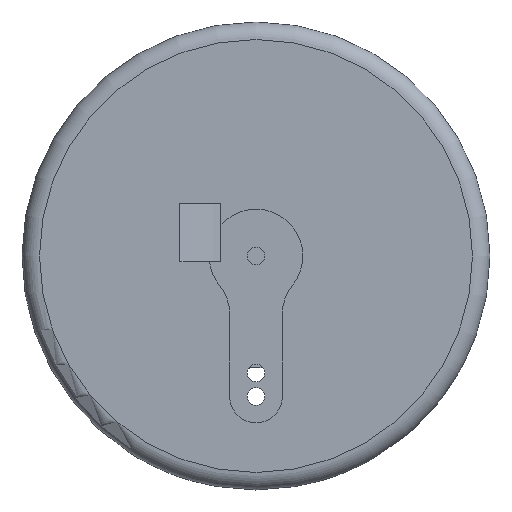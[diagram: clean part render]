
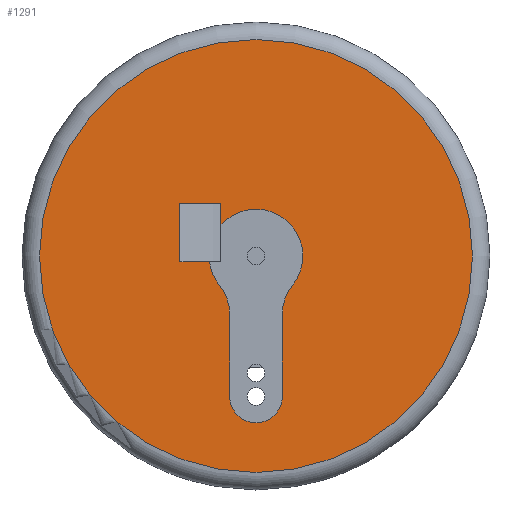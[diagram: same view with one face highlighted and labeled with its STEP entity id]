
A CAD part, left-side view. The second image highlights one B-rep face of the part: STEP entity #1291.
In plain terms, the highlighted planar face has unit normal (-1, 0, 0).
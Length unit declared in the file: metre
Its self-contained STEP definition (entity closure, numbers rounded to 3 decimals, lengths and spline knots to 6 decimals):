
#65=PLANE('',#1399);
#132=LINE('',#2142,#225);
#133=LINE('',#2145,#226);
#134=LINE('',#2147,#227);
#135=LINE('',#2149,#228);
#136=LINE('',#2152,#229);
#137=LINE('',#2156,#230);
#225=VECTOR('',#1616,1.);
#226=VECTOR('',#1617,1.);
#227=VECTOR('',#1618,1.);
#228=VECTOR('',#1619,1.);
#229=VECTOR('',#1622,1.);
#230=VECTOR('',#1625,1.);
#352=ORIENTED_EDGE('',*,*,#723,.T.);
#353=ORIENTED_EDGE('',*,*,#724,.T.);
#354=ORIENTED_EDGE('',*,*,#725,.T.);
#355=ORIENTED_EDGE('',*,*,#726,.F.);
#356=ORIENTED_EDGE('',*,*,#656,.F.);
#357=ORIENTED_EDGE('',*,*,#727,.F.);
#358=ORIENTED_EDGE('',*,*,#728,.F.);
#359=ORIENTED_EDGE('',*,*,#729,.F.);
#360=ORIENTED_EDGE('',*,*,#730,.T.);
#361=ORIENTED_EDGE('',*,*,#731,.T.);
#362=ORIENTED_EDGE('',*,*,#732,.F.);
#363=ORIENTED_EDGE('',*,*,#733,.F.);
#656=EDGE_CURVE('',#845,#846,#967,.T.);
#723=EDGE_CURVE('',#905,#906,#132,.T.);
#724=EDGE_CURVE('',#906,#907,#133,.T.);
#725=EDGE_CURVE('',#907,#908,#134,.T.);
#726=EDGE_CURVE('',#846,#908,#135,.T.);
#727=EDGE_CURVE('',#909,#845,#980,.T.);
#728=EDGE_CURVE('',#910,#909,#136,.T.);
#729=EDGE_CURVE('',#911,#910,#981,.T.);
#730=EDGE_CURVE('',#911,#912,#137,.T.);
#731=EDGE_CURVE('',#912,#913,#982,.T.);
#732=EDGE_CURVE('',#905,#913,#983,.T.);
#733=EDGE_CURVE('',#914,#914,#984,.T.);
#845=VERTEX_POINT('',#1901);
#846=VERTEX_POINT('',#1903);
#905=VERTEX_POINT('',#2143);
#906=VERTEX_POINT('',#2144);
#907=VERTEX_POINT('',#2146);
#908=VERTEX_POINT('',#2148);
#909=VERTEX_POINT('',#2151);
#910=VERTEX_POINT('',#2153);
#911=VERTEX_POINT('',#2155);
#912=VERTEX_POINT('',#2157);
#913=VERTEX_POINT('',#2159);
#914=VERTEX_POINT('',#2162);
#967=CIRCLE('',#1373,0.008);
#980=CIRCLE('',#1400,0.008);
#981=CIRCLE('',#1401,0.0045);
#982=CIRCLE('',#1402,0.008);
#983=CIRCLE('',#1403,0.008);
#984=CIRCLE('',#1404,0.037);
#1053=EDGE_LOOP('',(#352,#353,#354,#355,#356,#357,#358,#359,#360,#361,#362));
#1054=EDGE_LOOP('',(#363));
#1159=FACE_BOUND('',#1053,.T.);
#1160=FACE_BOUND('',#1054,.T.);
#1291=ADVANCED_FACE('',(#1159,#1160),#65,.T.);
#1373=AXIS2_PLACEMENT_3D('',#1902,#1521,#1522);
#1399=AXIS2_PLACEMENT_3D('',#2141,#1614,#1615);
#1400=AXIS2_PLACEMENT_3D('',#2150,#1620,#1621);
#1401=AXIS2_PLACEMENT_3D('',#2154,#1623,#1624);
#1402=AXIS2_PLACEMENT_3D('',#2158,#1626,#1627);
#1403=AXIS2_PLACEMENT_3D('',#2160,#1628,#1629);
#1404=AXIS2_PLACEMENT_3D('',#2161,#1630,#1631);
#1521=DIRECTION('',(-1.,0.,0.));
#1522=DIRECTION('',(0.,1.,0.));
#1614=DIRECTION('',(-1.,0.,0.));
#1615=DIRECTION('',(0.,1.,0.));
#1616=DIRECTION('',(0.,1.,0.));
#1617=DIRECTION('',(0.,0.,1.));
#1618=DIRECTION('',(0.,-1.,0.));
#1619=DIRECTION('',(0.,0.,1.));
#1620=DIRECTION('',(1.,0.,0.));
#1621=DIRECTION('',(0.,1.,0.));
#1622=DIRECTION('',(0.,0.,1.));
#1623=DIRECTION('',(-1.,0.,0.));
#1624=DIRECTION('',(0.,1.,0.));
#1625=DIRECTION('',(0.,0.,1.));
#1626=DIRECTION('',(-1.,0.,0.));
#1627=DIRECTION('',(0.,1.,0.));
#1628=DIRECTION('',(-1.,0.,0.));
#1629=DIRECTION('',(0.,1.,0.));
#1630=DIRECTION('',(1.,0.,0.));
#1631=DIRECTION('',(0.,1.,0.));
#1901=CARTESIAN_POINT('',(0.1,-0.00625,-0.000994));
#1902=CARTESIAN_POINT('',(0.1,0.,0.004));
#1903=CARTESIAN_POINT('',(0.1,0.006,0.009292));
#2141=CARTESIAN_POINT('',(0.1,0.,-0.003));
#2142=CARTESIAN_POINT('',(0.1,0.,0.003));
#2143=CARTESIAN_POINT('',(0.1,0.007937,0.003));
#2144=CARTESIAN_POINT('',(0.1,0.013,0.003));
#2145=CARTESIAN_POINT('',(0.1,0.013,-0.003));
#2146=CARTESIAN_POINT('',(0.1,0.013,0.013));
#2147=CARTESIAN_POINT('',(0.1,0.,0.013));
#2148=CARTESIAN_POINT('',(0.1,0.006,0.013));
#2149=CARTESIAN_POINT('',(0.1,0.006,-0.003));
#2150=CARTESIAN_POINT('',(0.1,-0.0125,-0.005987));
#2151=CARTESIAN_POINT('',(0.1,-0.0045,-0.005987));
#2152=CARTESIAN_POINT('',(0.1,-0.0045,-0.012994));
#2153=CARTESIAN_POINT('',(0.1,-0.0045,-0.02));
#2154=CARTESIAN_POINT('',(0.1,0.,-0.02));
#2155=CARTESIAN_POINT('',(0.1,0.0045,-0.02));
#2156=CARTESIAN_POINT('',(0.1,0.0045,-0.012994));
#2157=CARTESIAN_POINT('',(0.1,0.0045,-0.005987));
#2158=CARTESIAN_POINT('',(0.1,0.0125,-0.005987));
#2159=CARTESIAN_POINT('',(0.1,0.00625,-0.000994));
#2160=CARTESIAN_POINT('',(0.1,0.,0.004));
#2161=CARTESIAN_POINT('',(0.1,0.,0.004));
#2162=CARTESIAN_POINT('',(0.1,0.037,0.004));
